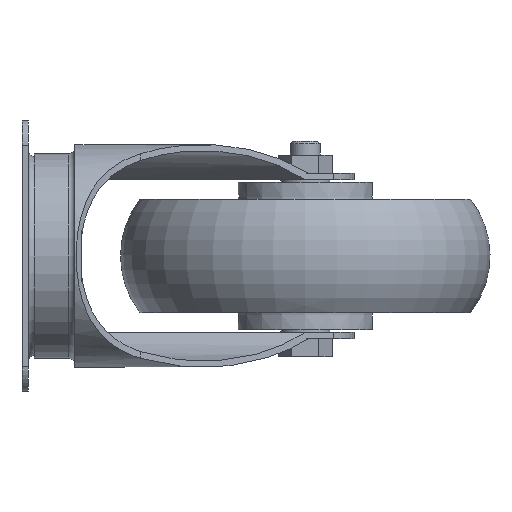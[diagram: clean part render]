
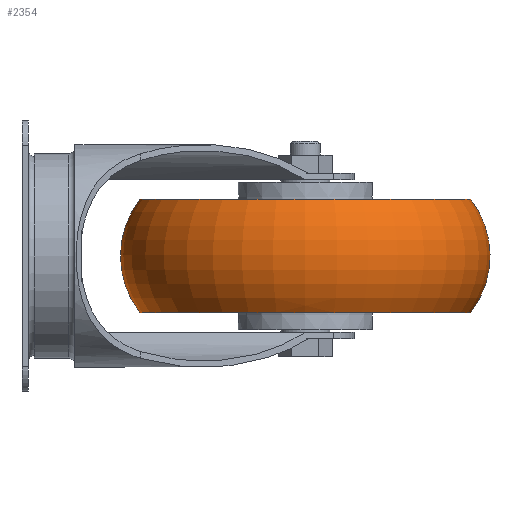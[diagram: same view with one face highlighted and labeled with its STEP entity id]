
A CAD part, left-side view. The second image highlights one B-rep face of the part: STEP entity #2354.
In plain terms, the highlighted toroidal (fillet/blend) face has major radius 37.5 mm and minor radius 37.5 mm.
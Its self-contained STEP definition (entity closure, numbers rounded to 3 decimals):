
#23=DEGENERATE_TOROIDAL_SURFACE('',#2573,37.5,37.5,.T.);
#137=CIRCLE('',#2572,67.118);
#138=CIRCLE('',#2574,67.118);
#527=ORIENTED_EDGE('',*,*,#1057,.T.);
#528=ORIENTED_EDGE('',*,*,#1058,.F.);
#1057=EDGE_CURVE('',#1342,#1342,#137,.T.);
#1058=EDGE_CURVE('',#1343,#1343,#138,.T.);
#1342=VERTEX_POINT('',#3871);
#1343=VERTEX_POINT('',#3874);
#1937=EDGE_LOOP('',(#527));
#1938=EDGE_LOOP('',(#528));
#2108=FACE_BOUND('',#1937,.T.);
#2109=FACE_BOUND('',#1938,.T.);
#2354=ADVANCED_FACE('',(#2108,#2109),#23,.T.);
#2572=AXIS2_PLACEMENT_3D('',#3870,#3090,#3091);
#2573=AXIS2_PLACEMENT_3D('',#3872,#3092,#3093);
#2574=AXIS2_PLACEMENT_3D('',#3873,#3094,#3095);
#3090=DIRECTION('',(0.,0.,-1.));
#3091=DIRECTION('',(-1.,0.,0.));
#3092=DIRECTION('',(0.,0.,-1.));
#3093=DIRECTION('',(-1.,0.,0.));
#3094=DIRECTION('',(0.,0.,-1.));
#3095=DIRECTION('',(-1.,0.,0.));
#3870=CARTESIAN_POINT('',(0.,0.,23.));
#3871=CARTESIAN_POINT('',(-67.118,0.,23.));
#3872=CARTESIAN_POINT('',(0.,0.,0.));
#3873=CARTESIAN_POINT('',(0.,0.,-23.));
#3874=CARTESIAN_POINT('',(-67.118,0.,-23.));
